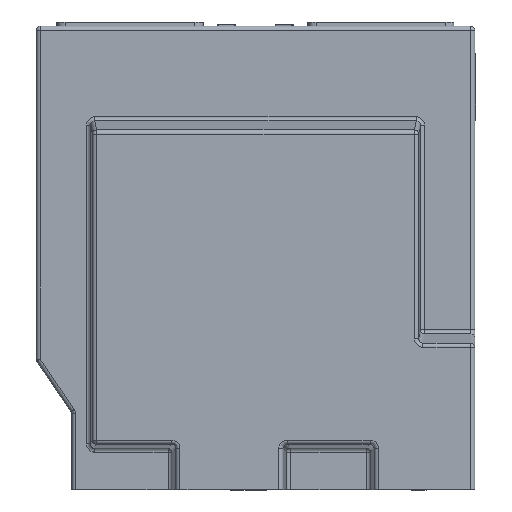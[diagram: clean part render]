
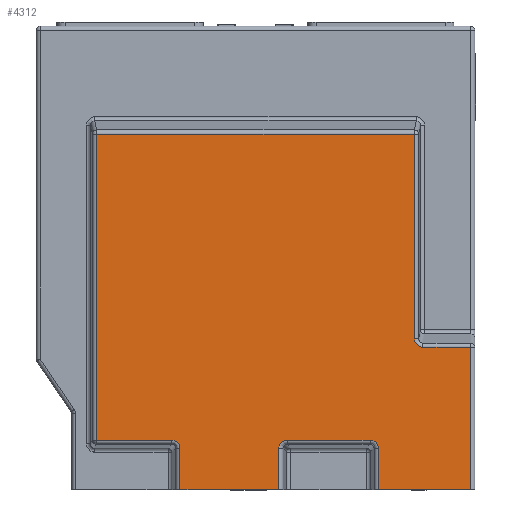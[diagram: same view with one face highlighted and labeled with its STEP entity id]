
A CAD part, front view. The second image highlights one B-rep face of the part: STEP entity #4312.
In plain terms, the highlighted planar face has unit normal (0, -1, 0).
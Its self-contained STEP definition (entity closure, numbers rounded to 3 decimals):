
#4312=ADVANCED_FACE('',(#17513),#17515,.T.);
#17513=FACE_BOUND('',#17514,.T.);
#17514=EDGE_LOOP('',(#29431,#29432,#29433,#29434,#29435,#29436,#29437,#29438,#29439,
#29440,#29441,#29442,#29443,#29444,#29445,#29446));
#17515=PLANE('',#17516);
#17516=AXIS2_PLACEMENT_3D('',#17517,#17518,#17519);
#17517=CARTESIAN_POINT('',(-210.,-148.,0.));
#17518=DIRECTION('',(0.,-1.,0.));
#17519=DIRECTION('',(1.,0.,0.));
#29431=ORIENTED_EDGE('',*,*,#35890,.T.);
#29432=ORIENTED_EDGE('',*,*,#35892,.F.);
#29433=ORIENTED_EDGE('',*,*,#35893,.T.);
#29434=ORIENTED_EDGE('',*,*,#35894,.F.);
#29435=ORIENTED_EDGE('',*,*,#35895,.T.);
#29436=ORIENTED_EDGE('',*,*,#35777,.T.);
#29437=ORIENTED_EDGE('',*,*,#35812,.F.);
#29438=ORIENTED_EDGE('',*,*,#35896,.F.);
#29439=ORIENTED_EDGE('',*,*,#35897,.F.);
#29440=ORIENTED_EDGE('',*,*,#35898,.T.);
#29441=ORIENTED_EDGE('',*,*,#35899,.T.);
#29442=ORIENTED_EDGE('',*,*,#35900,.T.);
#29443=ORIENTED_EDGE('',*,*,#35901,.T.);
#29444=ORIENTED_EDGE('',*,*,#35902,.F.);
#29445=ORIENTED_EDGE('',*,*,#35903,.T.);
#29446=ORIENTED_EDGE('',*,*,#35750,.T.);
#35750=EDGE_CURVE('',#40047,#40045,#40048,.T.);
#35777=EDGE_CURVE('',#40097,#40095,#40098,.T.);
#35812=EDGE_CURVE('',#40152,#40095,#40153,.T.);
#35890=EDGE_CURVE('',#40045,#40268,#40269,.F.);
#35892=EDGE_CURVE('',#40271,#40268,#40272,.F.);
#35893=EDGE_CURVE('',#40271,#40273,#40274,.F.);
#35894=EDGE_CURVE('',#40275,#40273,#40276,.F.);
#35895=EDGE_CURVE('',#40275,#40097,#40277,.F.);
#35896=EDGE_CURVE('',#40278,#40152,#40279,.T.);
#35897=EDGE_CURVE('',#40280,#40278,#40281,.T.);
#35898=EDGE_CURVE('',#40280,#40282,#40283,.F.);
#35899=EDGE_CURVE('',#40282,#40284,#40285,.F.);
#35900=EDGE_CURVE('',#40284,#40286,#40287,.F.);
#35901=EDGE_CURVE('',#40286,#40288,#40289,.F.);
#35902=EDGE_CURVE('',#40290,#40288,#40291,.F.);
#35903=EDGE_CURVE('',#40290,#40047,#40292,.F.);
#40045=VERTEX_POINT('',#48370);
#40047=VERTEX_POINT('',#48375);
#40048=LINE('',#48376,#48377);
#40095=VERTEX_POINT('',#48489);
#40097=VERTEX_POINT('',#48494);
#40098=LINE('',#48495,#48496);
#40152=VERTEX_POINT('',#48644);
#40153=LINE('',#48645,#48646);
#40268=VERTEX_POINT('',#48953);
#40269=LINE('',#48954,#48955);
#40271=VERTEX_POINT('',#48961);
#40272=(BOUNDED_CURVE()B_SPLINE_CURVE(3,
(#48962,#48963,#48964,#48965),
.UNSPECIFIED.,.F.,.F.)B_SPLINE_CURVE_WITH_KNOTS((4,4),
(0.,1.),
.UNSPECIFIED.)CURVE()GEOMETRIC_REPRESENTATION_ITEM()RATIONAL_B_SPLINE_CURVE((1.,
0.806,0.806,1.))REPRESENTATION_ITEM(''));
#40273=VERTEX_POINT('',#48966);
#40274=LINE('',#48967,#48968);
#40275=VERTEX_POINT('',#48970);
#40276=(BOUNDED_CURVE()B_SPLINE_CURVE(3,
(#48971,#48972,#48973,#48974),
.UNSPECIFIED.,.F.,.F.)B_SPLINE_CURVE_WITH_KNOTS((4,4),
(0.,1.),
.UNSPECIFIED.)CURVE()GEOMETRIC_REPRESENTATION_ITEM()RATIONAL_B_SPLINE_CURVE((1.,
0.806,0.806,1.))REPRESENTATION_ITEM(''));
#40277=LINE('',#48975,#48976);
#40278=VERTEX_POINT('',#48978);
#40279=LINE('',#48979,#48980);
#40280=VERTEX_POINT('',#48982);
#40281=(BOUNDED_CURVE()B_SPLINE_CURVE(3,
(#48983,#48984,#48985,#48986),
.UNSPECIFIED.,.F.,.F.)B_SPLINE_CURVE_WITH_KNOTS((4,4),
(0.,1.),
.UNSPECIFIED.)CURVE()GEOMETRIC_REPRESENTATION_ITEM()RATIONAL_B_SPLINE_CURVE((1.,
0.807,0.807,1.))REPRESENTATION_ITEM(''));
#40282=VERTEX_POINT('',#48987);
#40283=LINE('',#48988,#48989);
#40284=VERTEX_POINT('',#48991);
#40285=LINE('',#48992,#48993);
#40286=VERTEX_POINT('',#48995);
#40287=LINE('',#48996,#48997);
#40288=VERTEX_POINT('',#48999);
#40289=LINE('',#49000,#49001);
#40290=VERTEX_POINT('',#49003);
#40291=(BOUNDED_CURVE()B_SPLINE_CURVE(3,
(#49004,#49005,#49006,#49007),
.UNSPECIFIED.,.F.,.F.)B_SPLINE_CURVE_WITH_KNOTS((4,4),
(0.,1.),
.UNSPECIFIED.)CURVE()GEOMETRIC_REPRESENTATION_ITEM()RATIONAL_B_SPLINE_CURVE((1.,
0.806,0.806,1.))REPRESENTATION_ITEM(''));
#40292=LINE('',#49008,#49009);
#48370=CARTESIAN_POINT('',(-93.84,-148.,0.));
#48375=CARTESIAN_POINT('',(-141.16,-148.,0.));
#48376=CARTESIAN_POINT('',(-141.16,-148.,0.));
#48377=VECTOR('',#48378,1.);
#48378=DIRECTION('',(1.,0.,0.));
#48489=CARTESIAN_POINT('',(-2.,-148.,0.));
#48494=CARTESIAN_POINT('',(-46.16,-148.,0.));
#48495=CARTESIAN_POINT('',(-46.16,-148.,0.));
#48496=VECTOR('',#48497,1.);
#48497=DIRECTION('',(1.,0.,0.));
#48644=CARTESIAN_POINT('',(-2.,-148.,68.374));
#48645=CARTESIAN_POINT('',(-2.,-148.,68.374));
#48646=VECTOR('',#48647,1.);
#48647=DIRECTION('',(0.,0.,-1.));
#48953=CARTESIAN_POINT('',(-93.84,-148.,19.854));
#48954=CARTESIAN_POINT('',(-93.84,-148.,19.854));
#48955=VECTOR('',#48956,1.);
#48956=DIRECTION('',(0.,0.,-1.));
#48961=CARTESIAN_POINT('',(-89.854,-148.,23.84));
#48962=CARTESIAN_POINT('',(-93.84,-148.,19.854));
#48963=CARTESIAN_POINT('',(-93.84,-148.,22.192));
#48964=CARTESIAN_POINT('',(-92.192,-148.,23.84));
#48965=CARTESIAN_POINT('',(-89.854,-148.,23.84));
#48966=CARTESIAN_POINT('',(-50.146,-148.,23.84));
#48967=CARTESIAN_POINT('',(-50.146,-148.,23.84));
#48968=VECTOR('',#48969,1.);
#48969=DIRECTION('',(-1.,0.,0.));
#48970=CARTESIAN_POINT('',(-46.16,-148.,19.854));
#48971=CARTESIAN_POINT('',(-50.146,-148.,23.84));
#48972=CARTESIAN_POINT('',(-47.808,-148.,23.84));
#48973=CARTESIAN_POINT('',(-46.16,-148.,22.192));
#48974=CARTESIAN_POINT('',(-46.16,-148.,19.854));
#48975=CARTESIAN_POINT('',(-46.16,-148.,0.));
#48976=VECTOR('',#48977,1.);
#48977=DIRECTION('',(0.,0.,1.));
#48978=CARTESIAN_POINT('',(-24.949,-148.,68.374));
#48979=CARTESIAN_POINT('',(-24.949,-148.,68.374));
#48980=VECTOR('',#48981,1.);
#48981=DIRECTION('',(1.,0.,0.));
#48982=CARTESIAN_POINT('',(-28.918,-148.,72.425));
#48983=CARTESIAN_POINT('',(-28.918,-148.,72.425));
#48984=CARTESIAN_POINT('',(-28.918,-148.,70.048));
#48985=CARTESIAN_POINT('',(-27.278,-148.,68.374));
#48986=CARTESIAN_POINT('',(-24.949,-148.,68.374));
#48987=CARTESIAN_POINT('',(-28.918,-148.,170.374));
#48988=CARTESIAN_POINT('',(-28.918,-148.,170.374));
#48989=VECTOR('',#48990,1.);
#48990=DIRECTION('',(0.,0.,-1.));
#48991=CARTESIAN_POINT('',(-181.082,-148.,170.374));
#48992=CARTESIAN_POINT('',(-181.082,-148.,170.374));
#48993=VECTOR('',#48994,1.);
#48994=DIRECTION('',(1.,0.,0.));
#48995=CARTESIAN_POINT('',(-181.082,-148.,23.84));
#48996=CARTESIAN_POINT('',(-181.082,-148.,23.84));
#48997=VECTOR('',#48998,1.);
#48998=DIRECTION('',(0.,0.,1.));
#48999=CARTESIAN_POINT('',(-145.146,-148.,23.84));
#49000=CARTESIAN_POINT('',(-145.146,-148.,23.84));
#49001=VECTOR('',#49002,1.);
#49002=DIRECTION('',(-1.,0.,0.));
#49003=CARTESIAN_POINT('',(-141.16,-148.,19.854));
#49004=CARTESIAN_POINT('',(-145.146,-148.,23.84));
#49005=CARTESIAN_POINT('',(-142.808,-148.,23.84));
#49006=CARTESIAN_POINT('',(-141.16,-148.,22.192));
#49007=CARTESIAN_POINT('',(-141.16,-148.,19.854));
#49008=CARTESIAN_POINT('',(-141.16,-148.,0.));
#49009=VECTOR('',#49010,1.);
#49010=DIRECTION('',(0.,0.,1.));
